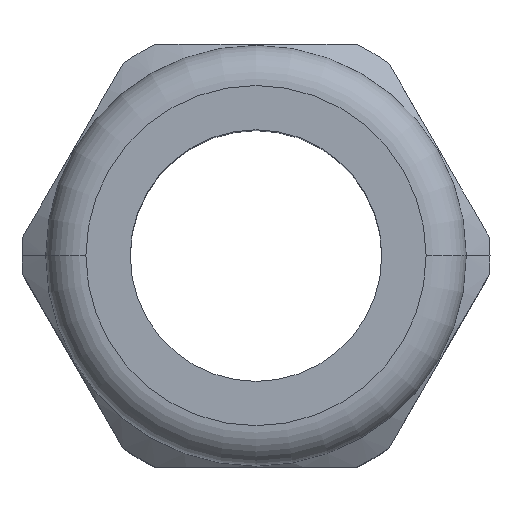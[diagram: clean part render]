
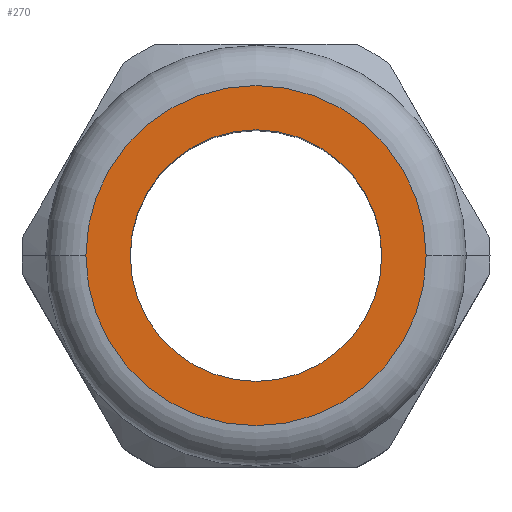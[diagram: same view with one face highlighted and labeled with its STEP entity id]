
A CAD part, top view. The second image highlights one B-rep face of the part: STEP entity #270.
In plain terms, the highlighted planar face has unit normal (0, 0, 1).
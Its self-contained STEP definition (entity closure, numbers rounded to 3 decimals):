
#158 = EDGE_CURVE ( 'NONE', #241, #239, #842, .T. ) ;
#225 = VERTEX_POINT ( 'NONE', #911 ) ;
#228 = EDGE_CURVE ( 'NONE', #225, #230, #973, .T. ) ;
#230 = VERTEX_POINT ( 'NONE', #970 ) ;
#239 = VERTEX_POINT ( 'NONE', #890 ) ;
#241 = VERTEX_POINT ( 'NONE', #897 ) ;
#270 = ADVANCED_FACE ( 'NONE', ( #1085, #1089 ), #1228, .T. ) ;
#275 = ORIENTED_EDGE ( 'NONE', *, *, #158, .T. ) ;
#277 = EDGE_LOOP ( 'NONE', ( #370, #380 ) ) ;
#281 = EDGE_LOOP ( 'NONE', ( #371, #275 ) ) ;
#370 = ORIENTED_EDGE ( 'NONE', *, *, #228, .T. ) ;
#371 = ORIENTED_EDGE ( 'NONE', *, *, #431, .T. ) ;
#380 = ORIENTED_EDGE ( 'NONE', *, *, #432, .T. ) ;
#431 = EDGE_CURVE ( 'NONE', #239, #241, #1352, .T. ) ;
#432 = EDGE_CURVE ( 'NONE', #230, #225, #1381, .T. ) ;
#842 = CIRCLE ( 'NONE', #882, 12.5 ) ;
#882 = AXIS2_PLACEMENT_3D ( 'NONE', #996, #933, #932 ) ;
#890 = CARTESIAN_POINT ( 'NONE',  ( -12.5, 0., 49. ) ) ;
#897 = CARTESIAN_POINT ( 'NONE',  ( 12.5, 0., 49. ) ) ;
#911 = CARTESIAN_POINT ( 'NONE',  ( 16.9, 0., 49. ) ) ;
#918 = AXIS2_PLACEMENT_3D ( 'NONE', #969, #968, #967 ) ;
#932 = DIRECTION ( 'NONE',  ( -1., 0., 0. ) ) ;
#933 = DIRECTION ( 'NONE',  ( 0., 0., -1. ) ) ;
#967 = DIRECTION ( 'NONE',  ( 1., 0., 0. ) ) ;
#968 = DIRECTION ( 'NONE',  ( 0., 0., 1. ) ) ;
#969 = CARTESIAN_POINT ( 'NONE',  ( 0., 0., 49. ) ) ;
#970 = CARTESIAN_POINT ( 'NONE',  ( -16.9, 0., 49. ) ) ;
#973 = CIRCLE ( 'NONE', #918, 16.9 ) ;
#996 = CARTESIAN_POINT ( 'NONE',  ( 0., 0., 49. ) ) ;
#1085 = FACE_BOUND ( 'NONE', #281, .T. ) ;
#1087 = AXIS2_PLACEMENT_3D ( 'NONE', #1226, #1225, #1224 ) ;
#1089 = FACE_OUTER_BOUND ( 'NONE', #277, .T. ) ;
#1224 = DIRECTION ( 'NONE',  ( 1., 0., 0. ) ) ;
#1225 = DIRECTION ( 'NONE',  ( 0., 0., 1. ) ) ;
#1226 = CARTESIAN_POINT ( 'NONE',  ( 0., 0., 49. ) ) ;
#1228 = PLANE ( 'NONE',  #1087 ) ;
#1349 = AXIS2_PLACEMENT_3D ( 'NONE', #1367, #1387, #1386 ) ;
#1351 = AXIS2_PLACEMENT_3D ( 'NONE', #1380, #1379, #1378 ) ;
#1352 = CIRCLE ( 'NONE', #1349, 12.5 ) ;
#1367 = CARTESIAN_POINT ( 'NONE',  ( 0., 0., 49. ) ) ;
#1378 = DIRECTION ( 'NONE',  ( 1., 0., 0. ) ) ;
#1379 = DIRECTION ( 'NONE',  ( 0., 0., 1. ) ) ;
#1380 = CARTESIAN_POINT ( 'NONE',  ( 0., 0., 49. ) ) ;
#1381 = CIRCLE ( 'NONE', #1351, 16.9 ) ;
#1386 = DIRECTION ( 'NONE',  ( -1., 0., 0. ) ) ;
#1387 = DIRECTION ( 'NONE',  ( 0., 0., -1. ) ) ;
